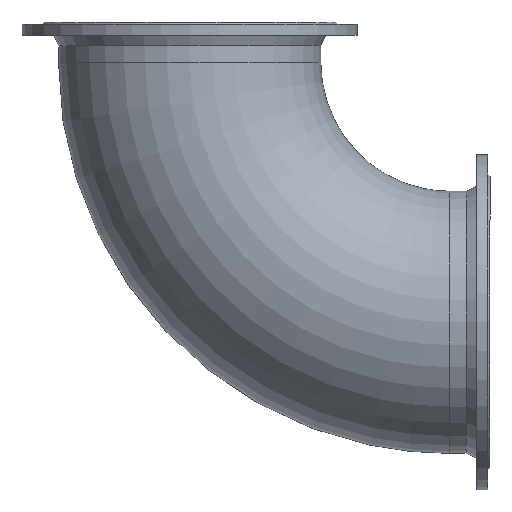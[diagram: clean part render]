
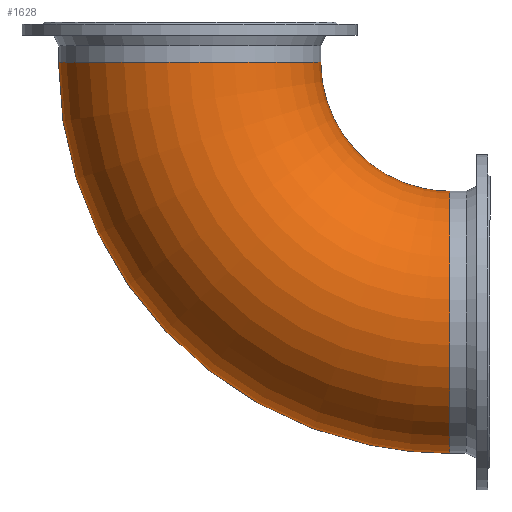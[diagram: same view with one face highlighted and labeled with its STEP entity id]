
A CAD part, front view. The second image highlights one B-rep face of the part: STEP entity #1628.
In plain terms, the highlighted toroidal (fillet/blend) face has major radius 520 mm and minor radius 262 mm.
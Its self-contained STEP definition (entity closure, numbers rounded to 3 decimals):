
#174 = CARTESIAN_POINT ( 'NONE',  ( 520., 0., -334. ) ) ;
#176 = CARTESIAN_POINT ( 'NONE',  ( 262., 0., -76. ) ) ;
#291 = EDGE_CURVE ( 'NONE', #412, #412, #625, .T. ) ;
#293 = EDGE_CURVE ( 'NONE', #414, #414, #627, .T. ) ;
#412 = VERTEX_POINT ( 'NONE', #174 ) ;
#414 = VERTEX_POINT ( 'NONE', #176 ) ;
#502 = AXIS2_PLACEMENT_3D ( 'NONE', #1443, #1444, #1445 ) ;
#504 = AXIS2_PLACEMENT_3D ( 'NONE', #1449, #1450, #1451 ) ;
#513 = AXIS2_PLACEMENT_3D ( 'NONE', #1493, #1491, #1495 ) ;
#625 = CIRCLE ( 'NONE', #502, 262. ) ;
#627 = CIRCLE ( 'NONE', #504, 262. ) ;
#681 = TOROIDAL_SURFACE ( 'NONE', #513, 520., 262. ) ;
#686 = FACE_OUTER_BOUND ( 'NONE', #1174, .T. ) ;
#691 = FACE_OUTER_BOUND ( 'NONE', #1202, .T. ) ;
#1079 = ORIENTED_EDGE ( 'NONE', *, *, #293, .F. ) ;
#1081 = ORIENTED_EDGE ( 'NONE', *, *, #291, .T. ) ;
#1174 = EDGE_LOOP ( 'NONE', ( #1079 ) ) ;
#1202 = EDGE_LOOP ( 'NONE', ( #1081 ) ) ;
#1443 = CARTESIAN_POINT ( 'NONE',  ( 520., 0., -596. ) ) ;
#1444 = DIRECTION ( 'NONE',  ( -1., 0., 0. ) ) ;
#1445 = DIRECTION ( 'NONE',  ( 0., 0., 1. ) ) ;
#1449 = CARTESIAN_POINT ( 'NONE',  ( 0., 0., -76. ) ) ;
#1450 = DIRECTION ( 'NONE',  ( 0., 0., 1. ) ) ;
#1451 = DIRECTION ( 'NONE',  ( 1., 0., 0. ) ) ;
#1491 = DIRECTION ( 'NONE',  ( 0., -1., 0. ) ) ;
#1493 = CARTESIAN_POINT ( 'NONE',  ( 520., 0., -76. ) ) ;
#1495 = DIRECTION ( 'NONE',  ( 0., 0., -1. ) ) ;
#1628 = ADVANCED_FACE ( 'NONE', ( #686, #691 ), #681, .T. ) ;
